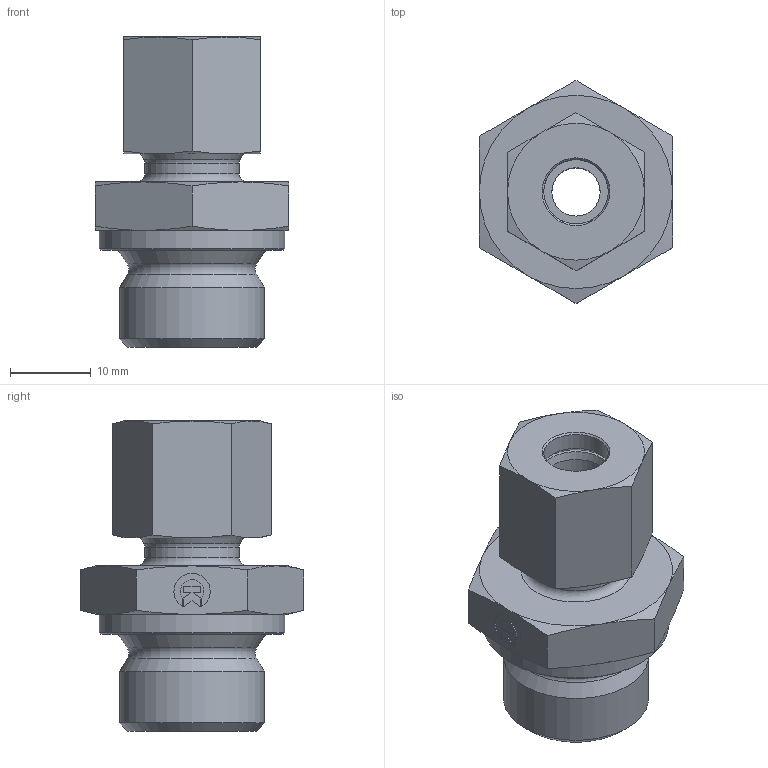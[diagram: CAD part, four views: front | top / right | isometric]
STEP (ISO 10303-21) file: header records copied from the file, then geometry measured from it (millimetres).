
FILE_DESCRIPTION((''),'2;1');
FILE_NAME('024081814.stp','2014-07-28T12:04:54',(''),('KNOMI spol. s r. o.'),'Autodesk Inventor 2012','Autodesk Inventor 2012','');
FILE_SCHEMA(('AUTOMOTIVE_DESIGN { 1 2 10303 214 0 1 1 1 }'));
Length unit declared in the file: millimetre
Products named in the file (4): PHAM2K 8LM18 M18/M14; 014 08 1814; 40108; 3910814
Assembly tree (3 placements, depth 2):
  PHAM2K 8LM18 M18/M14
    014 08 1814
    40108
    3910814
Bounding box: 24.01 x 27.71 x 38.5 mm (x, y, z)
Volume: 9610.5 mm3; surface area: 5604.8 mm2
Topology: 3 solids, 3 shells, 113 faces, 257 edges, 161 vertices
Faces by surface type: plane 53, cone 40, cylinder 15, torus 5
Full cylindrical faces by diameter (mm): 6 x1, 8 x3, 10 x1, 11.7 x1, 12 x1, 12.376 x1, 14 x1, 18 x1, 23 x1
Entity records: 3121 total; most frequent: CARTESIAN_POINT 588, DIRECTION 484, ORIENTED_EDGE 434, EDGE_CURVE 217, AXIS2_PLACEMENT_3D 193, EDGE_LOOP 160, VERTEX_POINT 151, STYLED_ITEM 116
